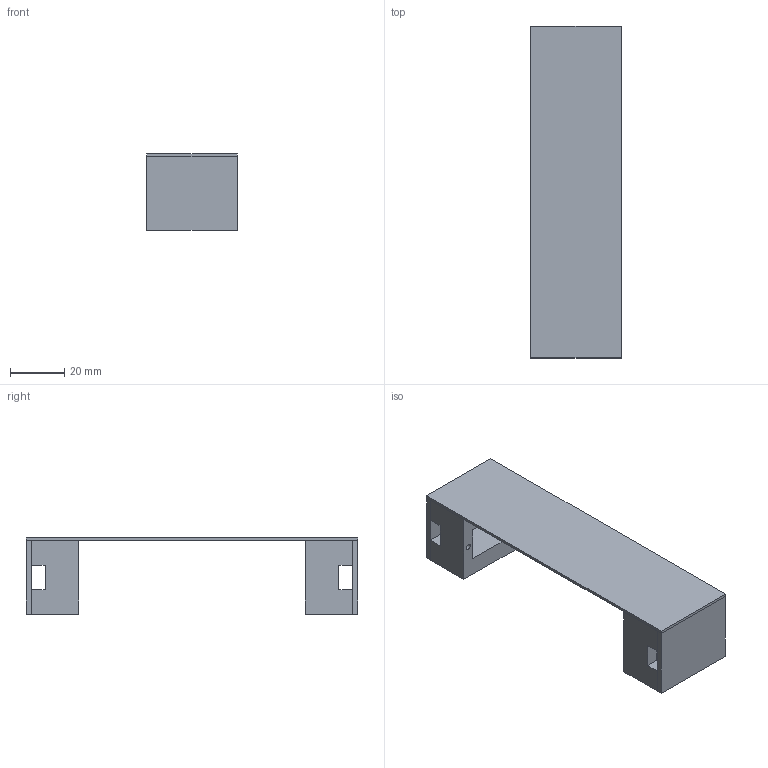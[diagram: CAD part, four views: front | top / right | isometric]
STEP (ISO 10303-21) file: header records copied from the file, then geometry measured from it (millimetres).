
FILE_DESCRIPTION(/* description */ ('STEP AP242 Edition 2','CAx-IF Rec.Pracs.---Representation and Presentation of Product Manufacturing Information (PMI)---4.0---2014-10-13','CAx-IF Rec.Pracs.---3D Tessellated Geometry---0.4---2014-09-14','2;1','CAx-IF Rec.Pracs.---User Defined Attributes---1.5---2016-08-15'),/* implementation_level */ '2;1');
FILE_NAME(/* name */ '696c6303aef2683467f24df2',/* time_stamp */ '2026-01-18T04:35:15Z',/* author */ (''),/* organization */ (''),/* preprocessor_version */ 'ST-DEVELOPER v20',/* originating_system */ 'ONSHAPE BY PTC INC, 1.209',/* authorisation */ ' ');
FILE_SCHEMA (('AP242_MANAGED_MODEL_BASED_3D_ENGINEERING_MIM_LF { 1 0 10303 442 3 1 4 }'));
Length unit declared in the file: metre
Products named in the file (4): Assembly 1; Part 1; Part 2
Assembly tree (5 placements, depth 2):
  Assembly 1
    Part 1  x2
    Part 1
    Part 2  x2
Bounding box: 33.4 x 122 x 28 mm (x, y, z)
Volume: 27246.1 mm3; surface area: 21746.9 mm2
Topology: 5 solids, 5 shells, 60 faces, 144 edges, 96 vertices
Faces by surface type: plane 56, cylinder 4
Full cylindrical faces by diameter (mm): 2 x4
Entity records: 1039 total; most frequent: CARTESIAN_POINT 167, DIRECTION 158, ORIENTED_EDGE 152, EDGE_CURVE 76, LINE 72, VECTOR 72, VERTEX_POINT 52, AXIS2_PLACEMENT_3D 43
